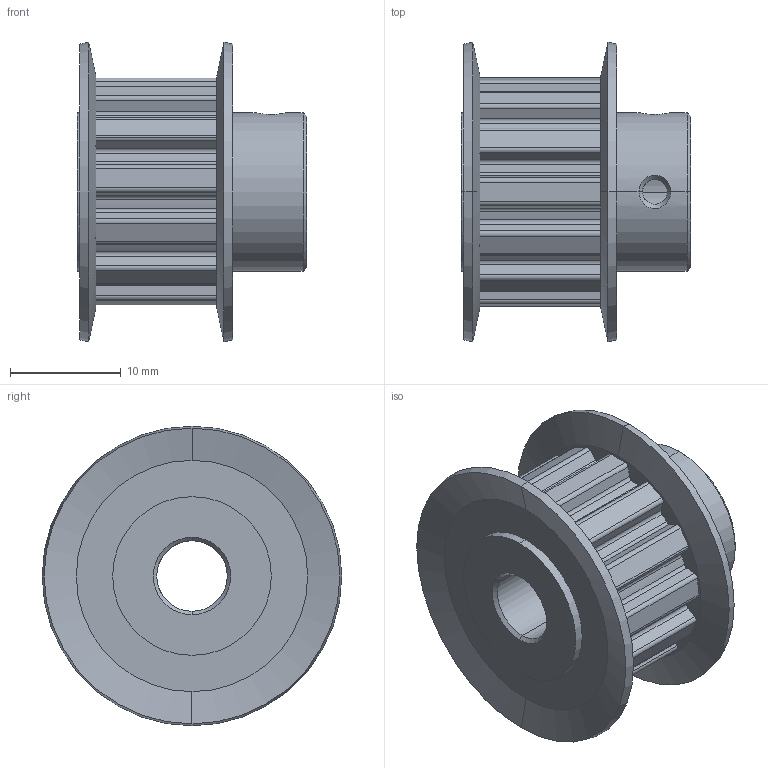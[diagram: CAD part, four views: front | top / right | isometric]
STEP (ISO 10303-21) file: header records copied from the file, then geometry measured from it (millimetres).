
FILE_DESCRIPTION (( 'STEP AP214' ), '1' );
FILE_NAME ('APB13XL037BF-250.step', '2015-04-08T21:01:22', ( '' ), ( '' ), 'SwSTEP 2.0', 'SolidWorks 2014', '' );
FILE_SCHEMA (( 'AUTOMOTIVE_DESIGN' ));
Length unit declared in the file: inch
Products named in the file (1): APB13XL037BF-250
Bounding box: 20.65 x 27 x 27 mm (x, y, z)
Volume: 4784.8 mm3; surface area: 3475.7 mm2
Topology: 1 solids, 1 shells, 151 faces, 422 edges, 275 vertices
Faces by surface type: cylinder 84, plane 45, cone 18, bspline 4
Entity records: 7138 total; most frequent: CARTESIAN_POINT 3079, DIRECTION 881, ORIENTED_EDGE 844, EDGE_CURVE 422, AXIS2_PLACEMENT_3D 330, VERTEX_POINT 275, LINE 221, VECTOR 221
